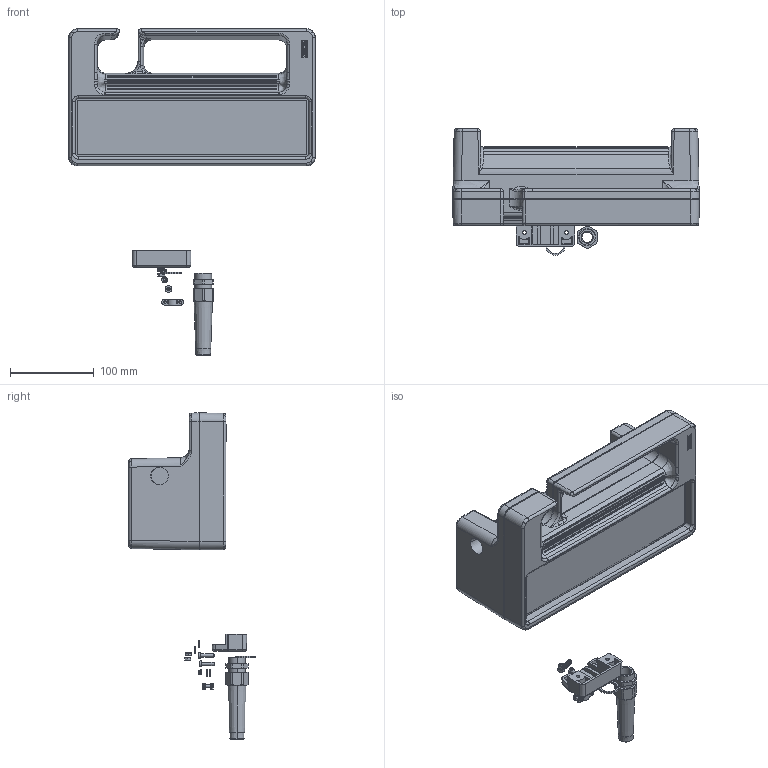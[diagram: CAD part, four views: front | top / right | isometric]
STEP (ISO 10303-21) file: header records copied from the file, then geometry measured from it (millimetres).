
FILE_DESCRIPTION (( 'STEP AP214' ), '1' );
FILE_NAME ('29500100.STEP', '2013-05-08T06:20:22', ( '' ), ( '' ), 'SwSTEP 2.0', 'SolidWorks 2011', '' );
FILE_SCHEMA (( 'AUTOMOTIVE_DESIGN' ));
Length unit declared in the file: millimetre
Products named in the file (28): 51045; 87942; 87942_2; 87942_1; 95103; 82150; 93504; 83034; 93034; 82183; 08100120; 94621; 95095; 95403; 82009; 93135; 93080; 83108; 93131; 83106_geschl.; 21320_Deckel_Default; 86233; 21320 _Deckel_Default; 93043; 94620; 86254; 21320_Unterteil_Default; 29500100
Assembly tree (45 placements, depth 4):
  29500100
    83108  x4
    51045
      93034  x2
      87942
        87942_1  x2
        87942_2  x2
      83034  x2
      08100120
      94621
      82183
      95103  x2
      82150  x2
      93504  x2
    21320_Deckel_Default
      86254
      86233  x4
      21320 _Deckel_Default
    93043  x2
    86254  x2
    95095
    93131
    94620
    95403
    83106_geschl.
    21320_Unterteil_Default
    93135  x2
    82009
    93080  x2
Bounding box: 295 x 150.93 x 390.29 mm (x, y, z)
Volume: 874555.1 mm3; surface area: 501280.8 mm2
Topology: 42 solids, 42 shells, 2525 faces, 6309 edges, 3884 vertices
Faces by surface type: plane 978, cylinder 585, bspline 519, cone 300, sphere 79, torus 64
Entity records: 110501 total; most frequent: CARTESIAN_POINT 63112, ORIENTED_EDGE 10478, DIRECTION 8452, EDGE_CURVE 5239, VERTEX_POINT 3253, AXIS2_PLACEMENT_3D 3069, VECTOR 2314, LINE 2314
